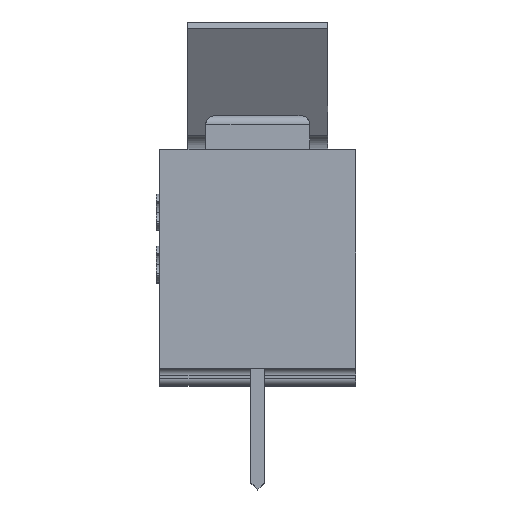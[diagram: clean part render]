
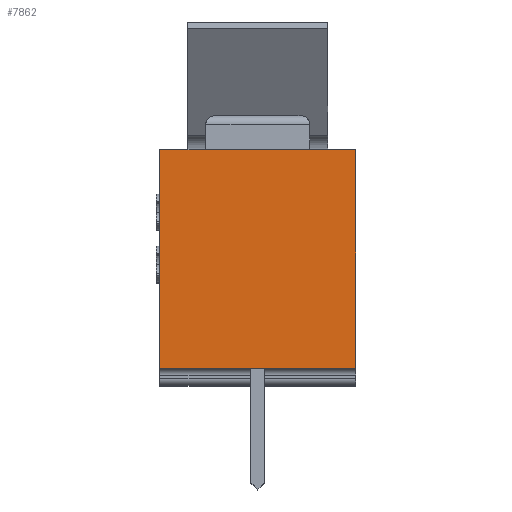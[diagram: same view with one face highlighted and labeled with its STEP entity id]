
A CAD part, top view. The second image highlights one B-rep face of the part: STEP entity #7862.
In plain terms, the highlighted planar face has unit normal (0, 0, 1).
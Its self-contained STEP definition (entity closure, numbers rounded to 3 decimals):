
#90 = VERTEX_POINT ( 'NONE', #391 ) ;
#305 = CARTESIAN_POINT ( 'NONE',  ( 2.825, 1.5, 10.8 ) ) ;
#364 = LINE ( 'NONE', #6763, #2470 ) ;
#391 = CARTESIAN_POINT ( 'NONE',  ( -2.825, 1.5, 10.8 ) ) ;
#470 = CARTESIAN_POINT ( 'NONE',  ( 2.825, -4.8, 10.8 ) ) ;
#813 = VERTEX_POINT ( 'NONE', #2582 ) ;
#954 = CARTESIAN_POINT ( 'NONE',  ( 2.825, 1.5, 10.8 ) ) ;
#958 = VECTOR ( 'NONE', #8141, 1000. ) ;
#1398 = LINE ( 'NONE', #9439, #5674 ) ;
#1640 = VECTOR ( 'NONE', #6935, 1000. ) ;
#2080 = ORIENTED_EDGE ( 'NONE', *, *, #6757, .T. ) ;
#2470 = VECTOR ( 'NONE', #8211, 1000. ) ;
#2569 = DIRECTION ( 'NONE',  ( -1., 0., 0. ) ) ;
#2582 = CARTESIAN_POINT ( 'NONE',  ( -2.825, -4.8, 10.8 ) ) ;
#2689 = ORIENTED_EDGE ( 'NONE', *, *, #5449, .T. ) ;
#2776 = ORIENTED_EDGE ( 'NONE', *, *, #6968, .F. ) ;
#2970 = ORIENTED_EDGE ( 'NONE', *, *, #5269, .F. ) ;
#3989 = FACE_OUTER_BOUND ( 'NONE', #6175, .T. ) ;
#4126 = VERTEX_POINT ( 'NONE', #5741 ) ;
#5269 = EDGE_CURVE ( 'NONE', #4126, #9736, #5821, .T. ) ;
#5449 = EDGE_CURVE ( 'NONE', #4126, #90, #9426, .T. ) ;
#5506 = AXIS2_PLACEMENT_3D ( 'NONE', #305, #7798, #8568 ) ;
#5674 = VECTOR ( 'NONE', #2569, 1000. ) ;
#5741 = CARTESIAN_POINT ( 'NONE',  ( 2.825, 1.5, 10.8 ) ) ;
#5821 = LINE ( 'NONE', #5928, #958 ) ;
#5928 = CARTESIAN_POINT ( 'NONE',  ( 2.825, 1.5, 10.8 ) ) ;
#6175 = EDGE_LOOP ( 'NONE', ( #2080, #2776, #2970, #2689 ) ) ;
#6343 = PLANE ( 'NONE',  #5506 ) ;
#6757 = EDGE_CURVE ( 'NONE', #90, #813, #364, .T. ) ;
#6763 = CARTESIAN_POINT ( 'NONE',  ( -2.825, 1.5, 10.8 ) ) ;
#6935 = DIRECTION ( 'NONE',  ( -1., 0., 0. ) ) ;
#6968 = EDGE_CURVE ( 'NONE', #9736, #813, #1398, .T. ) ;
#7798 = DIRECTION ( 'NONE',  ( 0., 0., -1. ) ) ;
#7862 = ADVANCED_FACE ( 'NONE', ( #3989 ), #6343, .F. ) ;
#8141 = DIRECTION ( 'NONE',  ( 0., -1., 0. ) ) ;
#8211 = DIRECTION ( 'NONE',  ( 0., -1., 0. ) ) ;
#8568 = DIRECTION ( 'NONE',  ( 0., 1., 0. ) ) ;
#9426 = LINE ( 'NONE', #954, #1640 ) ;
#9439 = CARTESIAN_POINT ( 'NONE',  ( 2.825, -4.8, 10.8 ) ) ;
#9736 = VERTEX_POINT ( 'NONE', #470 ) ;
